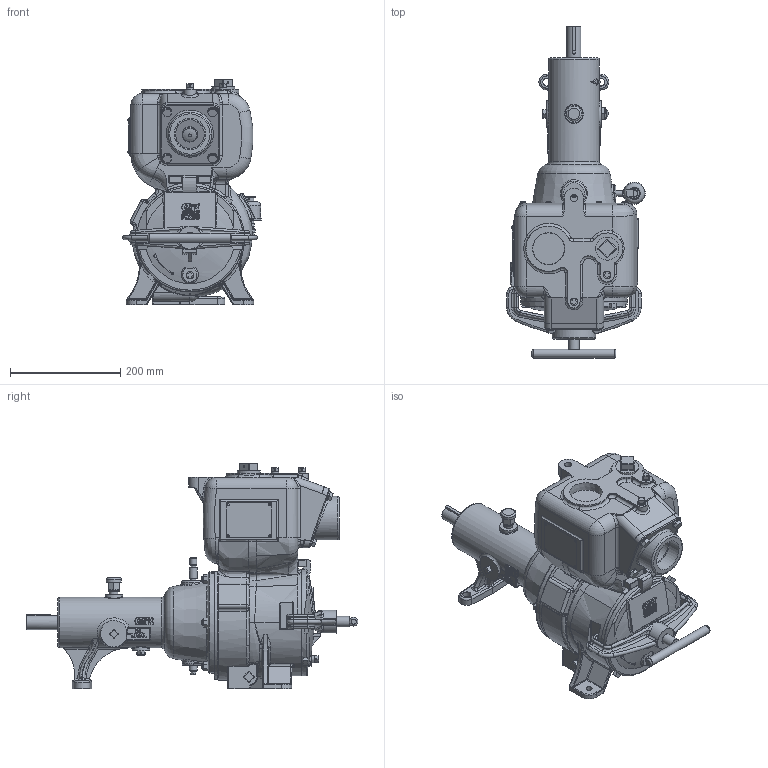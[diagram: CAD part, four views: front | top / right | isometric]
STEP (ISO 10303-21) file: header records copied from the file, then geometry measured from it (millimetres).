
FILE_DESCRIPTION(/* description */ ('Unknown'),/* implementation_level */ '2;1');
FILE_NAME(/* name */ '17767',/* time_stamp */ '2026-01-20T12:57:59-05:00',/* author */ ('KMW'),/* organization */ ('The Gorman-Rupp Company'),/* preprocessor_version */ 'ST-DEVELOPER v16.7',/* originating_system */ 'DEX',/* authorisation */ $);
FILE_SCHEMA (('CONFIG_CONTROL_DESIGN'));
Products named in the file (1): 17767
Bounding box: 251.97 x 603.27 x 410.59 mm (x, y, z)
Volume: 15570301.3 mm3; surface area: 684605.9 mm2
Topology: 1 solids, 21 shells, 2857 faces, 6921 edges, 4142 vertices
Faces by surface type: plane 918, cylinder 811, bspline 585, torus 345, sphere 156, cone 42
Full cylindrical faces by diameter (mm): 1.372 x2, 2.388 x4, 2.54 x4, 2.612 x1, 2.845 x4, 3.175 x1, 4.004 x1, 5.105 x1, 8.738 x1, 9.058 x2, 9.093 x2, 9.389 x6, 9.525 x16, 9.779 x4, 10.287 x2, 11.063 x1, 11.112 x10, 11.176 x8, 11.908 x1, 12.653 x1, 12.7 x2, 12.704 x1, 13.492 x1, 13.498 x1, 13.611 x1, 14.224 x2, 14.287 x2, 15.875 x1, 17.348 x4, 17.475 x1
Entity records: 123388 total; most frequent: CARTESIAN_POINT 41910, ORIENTED_EDGE 12888, DIRECTION 12359, EDGE_CURVE 6444, AXIS2_PLACEMENT_3D 4897, VERTEX_POINT 4009, FACE_BOUND 3275, EDGE_LOOP 3270
